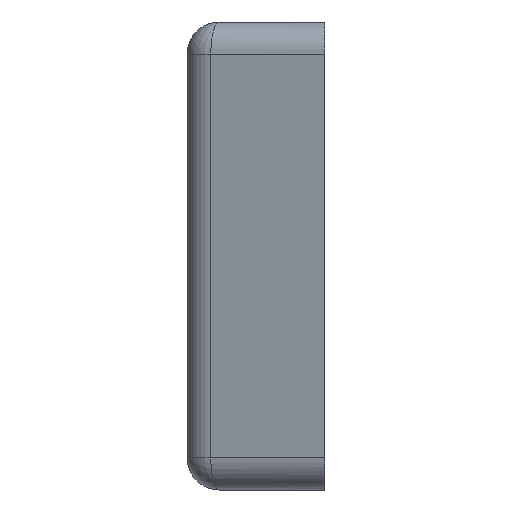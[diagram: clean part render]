
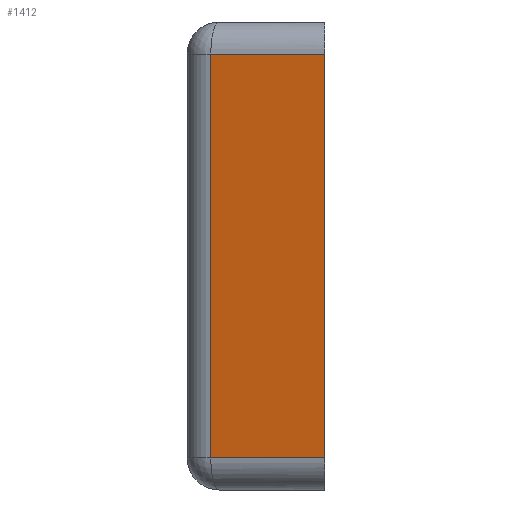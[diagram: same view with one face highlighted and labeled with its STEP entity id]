
A CAD part, left-side view. The second image highlights one B-rep face of the part: STEP entity #1412.
In plain terms, the highlighted planar face has unit normal (-0.966, 0.259, 0).
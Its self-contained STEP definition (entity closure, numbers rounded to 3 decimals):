
#28=CARTESIAN_POINT('',(-351.5,0.,31.5));
#46=CARTESIAN_POINT('',(-351.5,0.,-31.5));
#54=DIRECTION('',(0.,0.,1.));
#55=VECTOR('',#54,63.);
#56=CARTESIAN_POINT('',(-351.5,0.,-31.5));
#57=LINE('',#56,#55);
#103=DIRECTION('',(-0.259,-0.966,0.));
#104=VECTOR('',#103,18.422);
#105=CARTESIAN_POINT('',(-346.732,17.794,31.5));
#106=LINE('',#105,#104);
#107=DIRECTION('',(0.259,0.966,0.));
#108=VECTOR('',#107,18.422);
#109=CARTESIAN_POINT('',(-351.5,0.,-31.5));
#110=LINE('',#109,#108);
#111=DIRECTION('',(0.,0.,-1.));
#112=VECTOR('',#111,63.);
#113=CARTESIAN_POINT('',(-346.732,17.794,31.5));
#114=LINE('',#113,#112);
#1050=VERTEX_POINT('',#28);
#1051=CARTESIAN_POINT('',(-346.732,17.794,31.5));
#1052=VERTEX_POINT('',#1051);
#1077=CARTESIAN_POINT('',(-346.732,17.794,-31.5));
#1078=VERTEX_POINT('',#1077);
#1079=VERTEX_POINT('',#46);
#1399=CARTESIAN_POINT('',(-345.739,21.5,-36.5));
#1400=DIRECTION('',(-0.966,0.259,0.));
#1401=DIRECTION('',(-0.259,-0.966,0.));
#1402=AXIS2_PLACEMENT_3D('',#1399,#1400,#1401);
#1403=PLANE('',#1402);
#1404=ORIENTED_EDGE('',*,*,#1390,.T.);
#1405=ORIENTED_EDGE('',*,*,#1361,.F.);
#1407=ORIENTED_EDGE('',*,*,#1406,.T.);
#1409=ORIENTED_EDGE('',*,*,#1408,.F.);
#1410=EDGE_LOOP('',(#1404,#1405,#1407,#1409));
#1411=FACE_OUTER_BOUND('',#1410,.F.);
#1412=ADVANCED_FACE('',(#1411),#1403,.T.);
#1361=EDGE_CURVE('',#1079,#1050,#57,.T.);
#1390=EDGE_CURVE('',#1052,#1050,#106,.T.);
#1406=EDGE_CURVE('',#1079,#1078,#110,.T.);
#1408=EDGE_CURVE('',#1052,#1078,#114,.T.);
